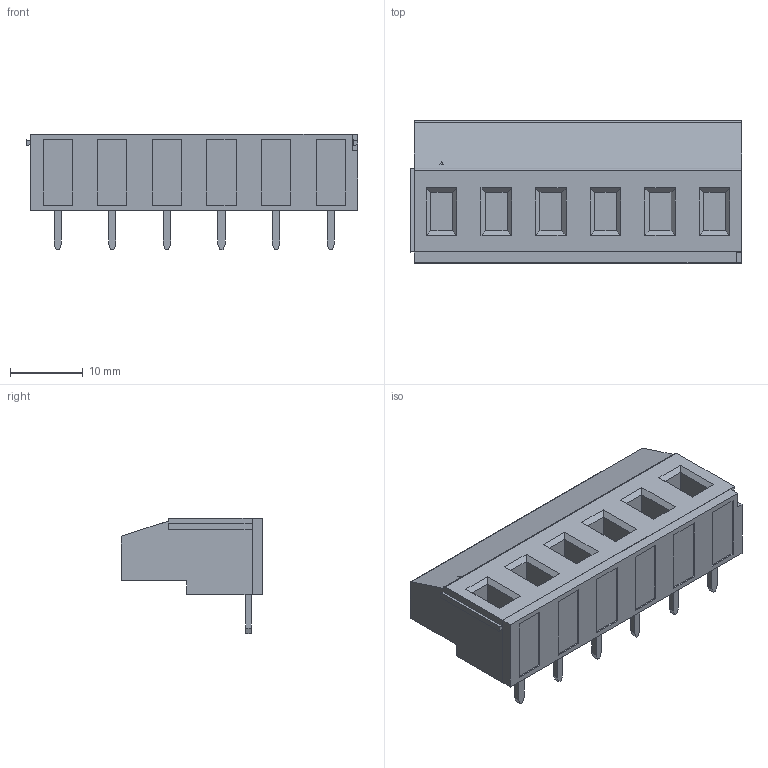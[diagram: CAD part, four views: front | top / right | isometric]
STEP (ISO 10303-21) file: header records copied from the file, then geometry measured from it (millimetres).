
FILE_DESCRIPTION (( 'STEP AP214' ), '1' );
FILE_NAME ('DG129R-7.5-06P-14-00AH.STEP', '2021-01-12T21:20:15', ( '' ), ( '' ), 'SwSTEP 2.0', 'SolidWorks 2020', '' );
FILE_SCHEMA (( 'AUTOMOTIVE_DESIGN' ));
Length unit declared in the file: millimetre
Products named in the file (1): DG129R-7.5-06P-14-00AH
Bounding box: 45.6 x 19.5 x 15.9 mm (x, y, z)
Volume: 7142.3 mm3; surface area: 4283.9 mm2
Topology: 1 solids, 1 shells, 675 faces, 1736 edges, 1132 vertices
Faces by surface type: plane 392, bspline 184, cylinder 59, torus 30, cone 10
Entity records: 34087 total; most frequent: CARTESIAN_POINT 13968, ORIENTED_EDGE 3472, DIRECTION 2564, EDGE_CURVE 1736, VERTEX_POINT 1132, VECTOR 1132, LINE 1132, EDGE_LOOP 744
